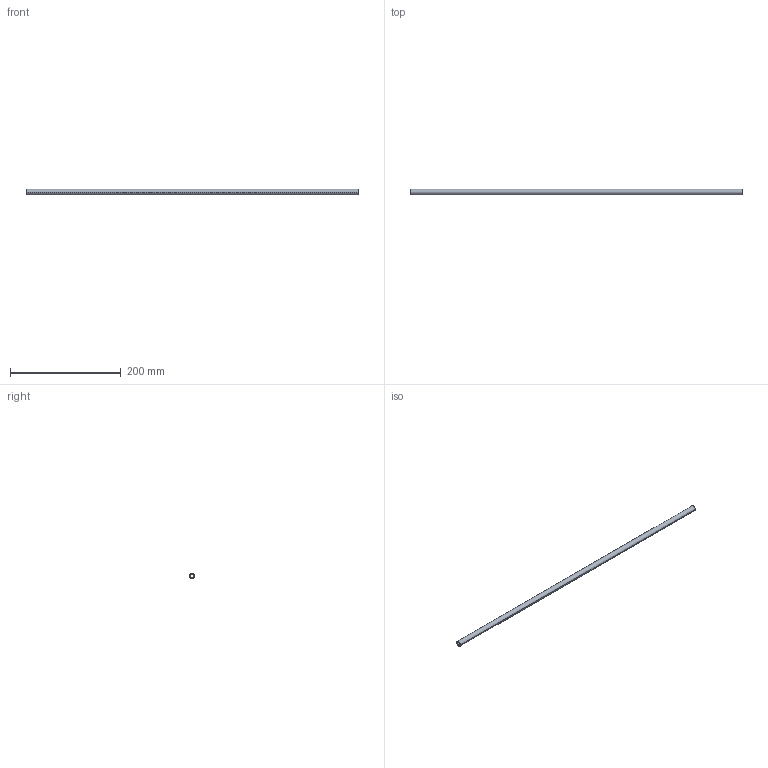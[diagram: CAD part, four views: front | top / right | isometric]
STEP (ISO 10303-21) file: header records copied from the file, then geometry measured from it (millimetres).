
FILE_DESCRIPTION( ( '' ), '1' );
FILE_NAME( 'te_106______600__2_14b.stp', '2008-04-24T07:33:38', ( '' ), ( '' ), ' ', ' ', ' ' );
FILE_SCHEMA( ( 'automotive_design' ) );
Length unit declared in the file: millimetre
Products named in the file (1): 1
Bounding box: 600 x 10 x 10 mm (x, y, z)
Volume: 29086.1 mm3; surface area: 30611.7 mm2
Topology: 1 solids, 1 shells, 9 faces, 18 edges, 12 vertices
Faces by surface type: cylinder 6, plane 3
Entity records: 494 total; most frequent: DIRECTION 50, STYLED_ITEM 40, PRESENTATION_STYLE_ASSIGNMENT 40, CARTESIAN_POINT 40, COLOUR_RGB 40, ORIENTED_EDGE 36, AXIS2_PLACEMENT_3D 22, EDGE_CURVE 18
